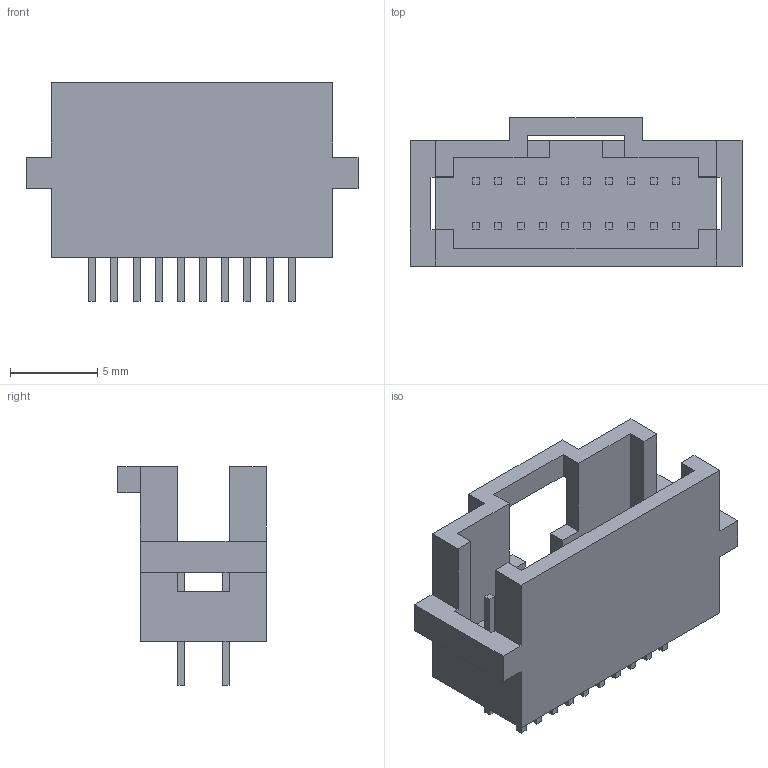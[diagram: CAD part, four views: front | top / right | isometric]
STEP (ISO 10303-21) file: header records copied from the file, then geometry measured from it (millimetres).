
FILE_DESCRIPTION(('FreeCAD Model'),'2;1');
FILE_NAME('Open CASCADE Shape Model','2025-01-21T17:10:33',(''),(''), 'Open CASCADE STEP processor 7.8','FreeCAD','Unknown');
FILE_SCHEMA(('AUTOMOTIVE_DESIGN { 1 0 10303 214 1 1 1 1 }'));
Length unit declared in the file: millimetre
Products named in the file (3): _x10_vertical; Group; difference
Assembly tree (2 placements, depth 2):
  _x10_vertical
    Group
    difference
Bounding box: 19 x 8.5 x 12.5 mm (x, y, z)
Volume: 633.4 mm3; surface area: 1239.9 mm2
Topology: 21 solids, 21 shells, 162 faces, 378 edges, 252 vertices
Faces by surface type: plane 162
Entity records: 4734 total; most frequent: CARTESIAN_POINT 795, ORIENTED_EDGE 756, DIRECTION 708, EDGE_CURVE 378, LINE 378, VECTOR 378, VERTEX_POINT 252, AXIS2_PLACEMENT_3D 165
